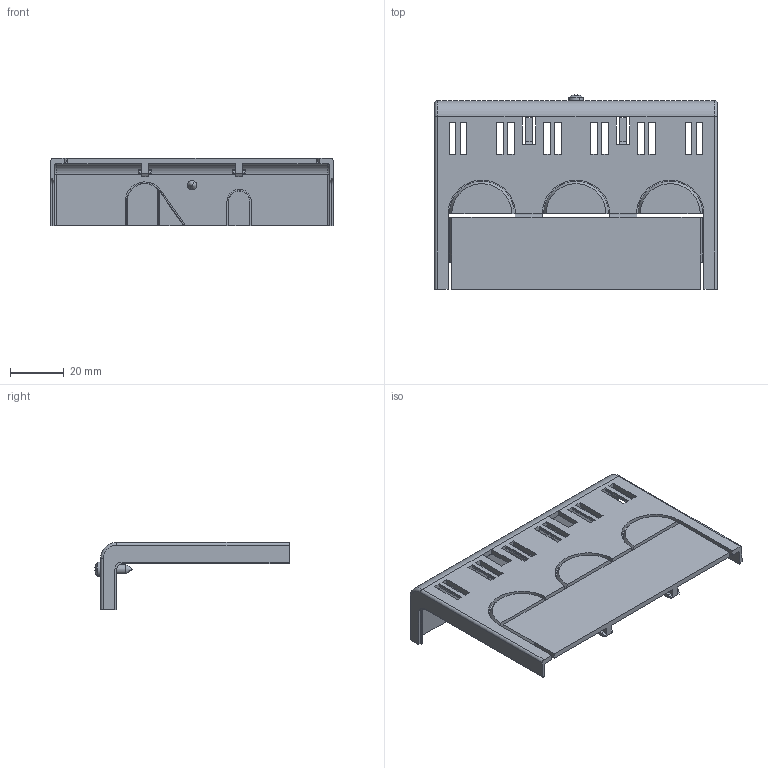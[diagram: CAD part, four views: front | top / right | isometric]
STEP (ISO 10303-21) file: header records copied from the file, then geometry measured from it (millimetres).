
FILE_DESCRIPTION((''),'2;1');
FILE_NAME('1SDH001295R0421_IGES','2022-11-10T11:26:11',('ITMADEL7'),(''),'CREO PARAMETRIC BY PTC INC, 2019030','CREO PARAMETRIC BY PTC INC, 2019030','');
FILE_SCHEMA(('AUTOMOTIVE_DESIGN { 1 0 10303 214 1 1 1 1 }'));
Length unit declared in the file: millimetre
Products named in the file (1): 1SDH001295R0421_IGES
Bounding box: 105 x 72.14 x 25 mm (x, y, z)
Volume: 19803.9 mm3; surface area: 24328.6 mm2
Topology: 1 solids, 1 shells, 551 faces, 1530 edges, 966 vertices
Faces by surface type: plane 489, cylinder 49, cone 7, torus 4, sphere 2
Entity records: 21770 total; most frequent: ORIENTED_EDGE 3054, CARTESIAN_POINT 3051, DIRECTION 2774, EDGE_CURVE 1527, VECTOR 1380, LINE 1380, VERTEX_POINT 966, AXIS2_PLACEMENT_3D 697
